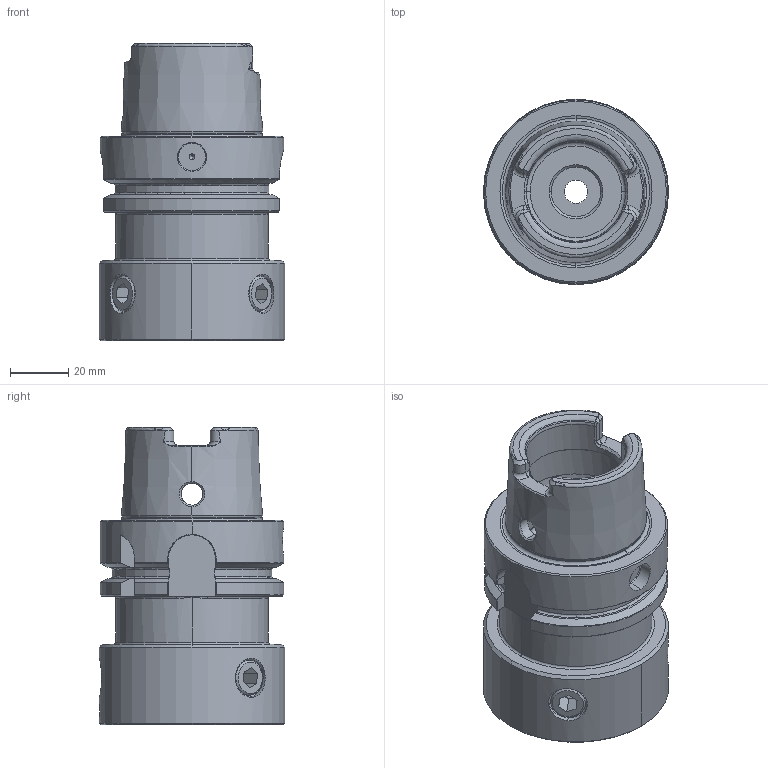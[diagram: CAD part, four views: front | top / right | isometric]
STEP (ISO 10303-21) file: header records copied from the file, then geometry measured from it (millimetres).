
FILE_DESCRIPTION(('no description'),'unknown implementation level');
FILE_NAME('4B2BF1A8-0E18-4222-84B2-B5DA7F030FF7_export.stp',' ',('CIMSOURCE GmbH'),('CADClick - KiM GmbH - www.kimweb.de'),'unknown preprocess','ACIS','unknown authorization');
FILE_SCHEMA(('automotive_design'));
Length unit declared in the file: millimetre
Products named in the file (4): 324.361N Kaiser HSK-A63 X CKN6 X 110|690.436 Kaiser ETL M12 X 18 CK6_Standard;NONE; 324.361N Kaiser HSK-A63 X CKN6 X 110|324.361N Kaiser HSK-A63 X CKN6 X 110_Fertigbearbeitung;NONE
Bounding box: 63.5 x 63.5 x 101.9 mm (x, y, z)
Volume: 158328.6 mm3; surface area: 40723.1 mm2
Topology: 4 solids, 4 shells, 352 faces, 887 edges, 535 vertices
Faces by surface type: plane 113, cone 106, cylinder 79, torus 36, bspline 18
Entity records: 24891 total; most frequent: CARTESIAN_POINT 6873, STYLED_ITEM 1768, PRESENTATION_STYLE_ASSIGNMENT 1768, COLOUR_RGB 1768, ORIENTED_EDGE 1754, DIRECTION 1631, EDGE_CURVE 877, CURVE_STYLE 877
